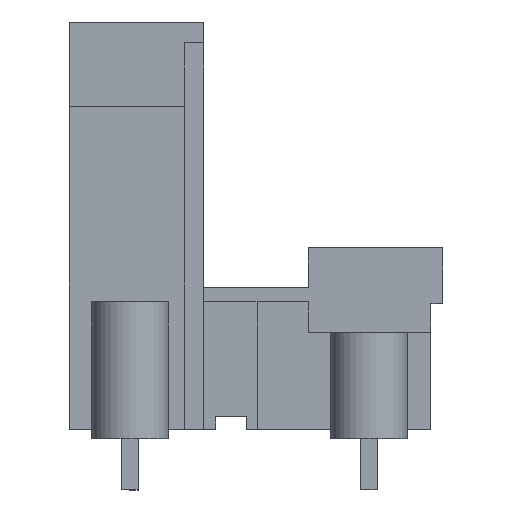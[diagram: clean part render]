
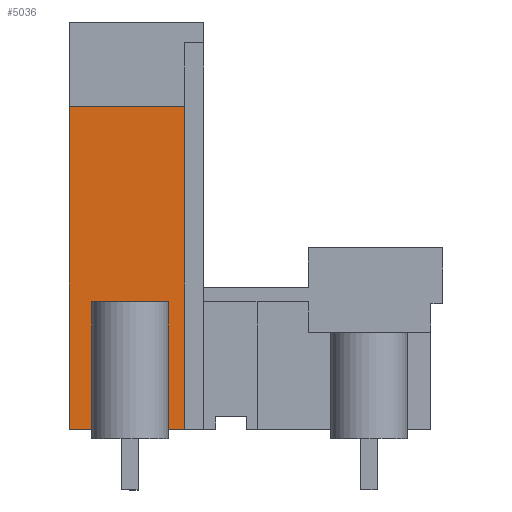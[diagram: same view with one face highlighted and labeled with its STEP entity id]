
A CAD part, left-side view. The second image highlights one B-rep face of the part: STEP entity #5036.
In plain terms, the highlighted planar face has unit normal (-1, 0, 0).
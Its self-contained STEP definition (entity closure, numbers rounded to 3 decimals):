
#4991=AXIS2_PLACEMENT_3D('Plane Axis2P3D',#4988,#4989,#4990) ;
#1315=CARTESIAN_POINT('Line Origine',(3.761,23.43,13.93)) ;
#1319=CARTESIAN_POINT('Vertex',(3.761,23.43,3.8)) ;
#1321=CARTESIAN_POINT('Vertex',(3.761,23.43,24.06)) ;
#1568=CARTESIAN_POINT('Line Origine',(3.761,19.815,24.06)) ;
#1572=CARTESIAN_POINT('Vertex',(3.76,16.2,24.06)) ;
#1607=CARTESIAN_POINT('Line Origine',(3.76,16.2,13.93)) ;
#1611=CARTESIAN_POINT('Vertex',(3.76,16.2,3.8)) ;
#4988=CARTESIAN_POINT('Axis2P3D Location',(3.761,23.43,3.2)) ;
#4993=CARTESIAN_POINT('Line Origine',(3.761,22.73,3.8)) ;
#4997=CARTESIAN_POINT('Vertex',(3.761,22.03,3.8)) ;
#5000=CARTESIAN_POINT('Line Origine',(3.761,22.03,7.8)) ;
#5004=CARTESIAN_POINT('Vertex',(3.761,22.03,11.8)) ;
#5007=CARTESIAN_POINT('Line Origine',(3.761,19.63,11.8)) ;
#5011=CARTESIAN_POINT('Vertex',(3.761,17.23,11.8)) ;
#5014=CARTESIAN_POINT('Line Origine',(3.761,17.23,7.8)) ;
#5018=CARTESIAN_POINT('Vertex',(3.761,17.23,3.8)) ;
#5021=CARTESIAN_POINT('Line Origine',(3.761,16.715,3.8)) ;
#1316=DIRECTION('Vector Direction',(0.,0.,1.)) ;
#1569=DIRECTION('Vector Direction',(0.,-1.,0.)) ;
#1608=DIRECTION('Vector Direction',(0.,0.,1.)) ;
#4989=DIRECTION('Axis2P3D Direction',(-1.,0.,0.)) ;
#4990=DIRECTION('Axis2P3D XDirection',(0.,-1.,0.)) ;
#4994=DIRECTION('Vector Direction',(0.,-1.,0.)) ;
#5001=DIRECTION('Vector Direction',(0.,0.,1.)) ;
#5008=DIRECTION('Vector Direction',(0.,-1.,0.)) ;
#5015=DIRECTION('Vector Direction',(0.,0.,1.)) ;
#5022=DIRECTION('Vector Direction',(0.,-1.,0.)) ;
#1317=VECTOR('Line Direction',#1316,1.) ;
#1570=VECTOR('Line Direction',#1569,1.) ;
#1609=VECTOR('Line Direction',#1608,1.) ;
#4995=VECTOR('Line Direction',#4994,1.) ;
#5002=VECTOR('Line Direction',#5001,1.) ;
#5009=VECTOR('Line Direction',#5008,1.) ;
#5016=VECTOR('Line Direction',#5015,1.) ;
#5023=VECTOR('Line Direction',#5022,1.) ;
#5027=ORIENTED_EDGE('',*,*,#1613,.T.) ;
#5028=ORIENTED_EDGE('',*,*,#1574,.F.) ;
#5029=ORIENTED_EDGE('',*,*,#1323,.F.) ;
#5030=ORIENTED_EDGE('',*,*,#4999,.T.) ;
#5031=ORIENTED_EDGE('',*,*,#5006,.T.) ;
#5032=ORIENTED_EDGE('',*,*,#5013,.T.) ;
#5033=ORIENTED_EDGE('',*,*,#5020,.F.) ;
#5034=ORIENTED_EDGE('',*,*,#5025,.T.) ;
#5036=ADVANCED_FACE('HOUSING',(#5035),#4992,.T.) ;
#1323=EDGE_CURVE('',#1320,#1322,#1318,.T.) ;
#1574=EDGE_CURVE('',#1322,#1573,#1571,.T.) ;
#1613=EDGE_CURVE('',#1612,#1573,#1610,.T.) ;
#4999=EDGE_CURVE('',#1320,#4998,#4996,.T.) ;
#5006=EDGE_CURVE('',#4998,#5005,#5003,.T.) ;
#5013=EDGE_CURVE('',#5005,#5012,#5010,.T.) ;
#5020=EDGE_CURVE('',#5019,#5012,#5017,.T.) ;
#5025=EDGE_CURVE('',#5019,#1612,#5024,.T.) ;
#5026=EDGE_LOOP('',(#5027,#5028,#5029,#5030,#5031,#5032,#5033,#5034)) ;
#5035=FACE_OUTER_BOUND('',#5026,.T.) ;
#1318=LINE('Line',#1315,#1317) ;
#1571=LINE('Line',#1568,#1570) ;
#1610=LINE('Line',#1607,#1609) ;
#4996=LINE('Line',#4993,#4995) ;
#5003=LINE('Line',#5000,#5002) ;
#5010=LINE('Line',#5007,#5009) ;
#5017=LINE('Line',#5014,#5016) ;
#5024=LINE('Line',#5021,#5023) ;
#4992=PLANE('',#4991) ;
#1320=VERTEX_POINT('',#1319) ;
#1322=VERTEX_POINT('',#1321) ;
#1573=VERTEX_POINT('',#1572) ;
#1612=VERTEX_POINT('',#1611) ;
#4998=VERTEX_POINT('',#4997) ;
#5005=VERTEX_POINT('',#5004) ;
#5012=VERTEX_POINT('',#5011) ;
#5019=VERTEX_POINT('',#5018) ;
